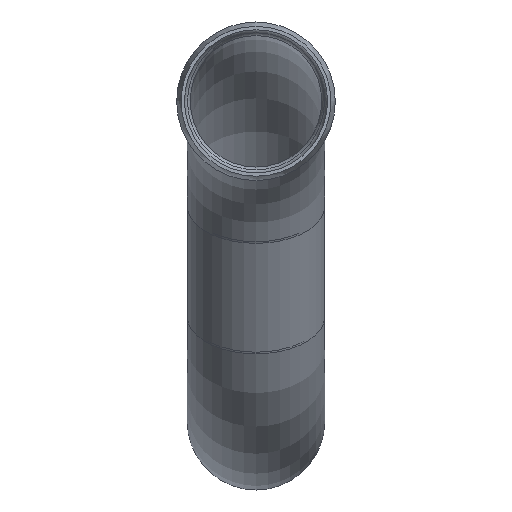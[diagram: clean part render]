
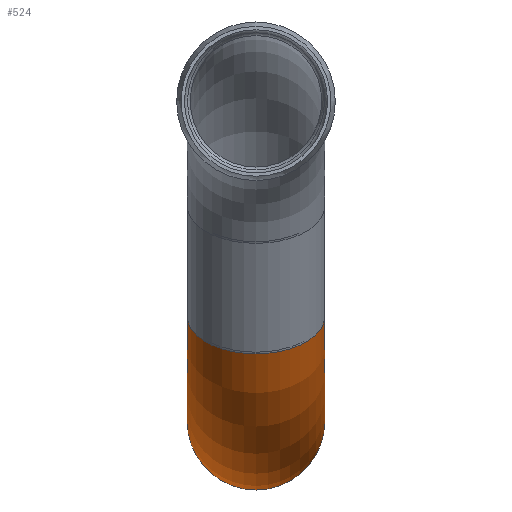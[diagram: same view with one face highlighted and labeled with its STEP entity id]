
A CAD part, left-side view. The second image highlights one B-rep face of the part: STEP entity #524.
In plain terms, the highlighted toroidal (fillet/blend) face has major radius 1215 mm and minor radius 365 mm.
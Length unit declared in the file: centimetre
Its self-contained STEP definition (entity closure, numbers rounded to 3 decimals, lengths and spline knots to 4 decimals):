
#90=FACE_OUTER_BOUND('',#123,.T.);
#123=EDGE_LOOP('',(#452,#453,#454,#455,#456,#457));
#185=CIRCLE('',#607,36.5);
#186=CIRCLE('',#608,36.5);
#187=CIRCLE('',#610,85.);
#188=CIRCLE('',#611,36.5);
#189=CIRCLE('',#612,36.5);
#237=VERTEX_POINT('',#1061);
#238=VERTEX_POINT('',#1063);
#239=VERTEX_POINT('',#1067);
#240=VERTEX_POINT('',#1069);
#310=EDGE_CURVE('',#237,#238,#185,.T.);
#311=EDGE_CURVE('',#238,#237,#186,.T.);
#312=EDGE_CURVE('',#238,#239,#187,.T.);
#313=EDGE_CURVE('',#239,#240,#188,.T.);
#314=EDGE_CURVE('',#240,#239,#189,.T.);
#452=ORIENTED_EDGE('',*,*,#310,.F.);
#453=ORIENTED_EDGE('',*,*,#311,.F.);
#454=ORIENTED_EDGE('',*,*,#312,.T.);
#455=ORIENTED_EDGE('',*,*,#313,.T.);
#456=ORIENTED_EDGE('',*,*,#314,.T.);
#457=ORIENTED_EDGE('',*,*,#312,.F.);
#498=TOROIDAL_SURFACE('',#609,121.5,36.5);
#524=ADVANCED_FACE('',(#90),#498,.T.);
#607=AXIS2_PLACEMENT_3D('',#1064,#785,#786);
#608=AXIS2_PLACEMENT_3D('',#1065,#787,#788);
#609=AXIS2_PLACEMENT_3D('',#1066,#789,#790);
#610=AXIS2_PLACEMENT_3D('',#1068,#791,#792);
#611=AXIS2_PLACEMENT_3D('',#1070,#793,#794);
#612=AXIS2_PLACEMENT_3D('',#1071,#795,#796);
#785=DIRECTION('center_axis',(-0.543,0.,0.84));
#786=DIRECTION('ref_axis',(0.84,0.,0.543));
#787=DIRECTION('center_axis',(-0.543,0.,0.84));
#788=DIRECTION('ref_axis',(0.84,0.,0.543));
#789=DIRECTION('center_axis',(0.,1.,0.));
#790=DIRECTION('ref_axis',(-1.,0.,0.));
#791=DIRECTION('center_axis',(0.,-1.,0.));
#792=DIRECTION('ref_axis',(-1.,0.,0.));
#793=DIRECTION('center_axis',(-0.543,0.,
-0.84));
#794=DIRECTION('ref_axis',(-0.84,0.,0.543));
#795=DIRECTION('center_axis',(-0.543,0.,
-0.84));
#796=DIRECTION('ref_axis',(-0.84,0.,0.543));
#1061=CARTESIAN_POINT('',(182.7767,0.,-134.0236));
#1063=CARTESIAN_POINT('',(244.0982,0.,-94.4171));
#1064=CARTESIAN_POINT('Origin',(213.4375,0.,-114.2203));
#1065=CARTESIAN_POINT('Origin',(213.4375,0.,-114.2203));
#1066=CARTESIAN_POINT('Origin',(315.5,0.,-48.3));
#1067=CARTESIAN_POINT('',(386.9018,0.,-94.4171));
#1068=CARTESIAN_POINT('Origin',(315.5,0.,-48.3));
#1069=CARTESIAN_POINT('',(448.2233,0.,-134.0236));
#1070=CARTESIAN_POINT('Origin',(417.5625,0.,-114.2203));
#1071=CARTESIAN_POINT('Origin',(417.5625,0.,-114.2203));
